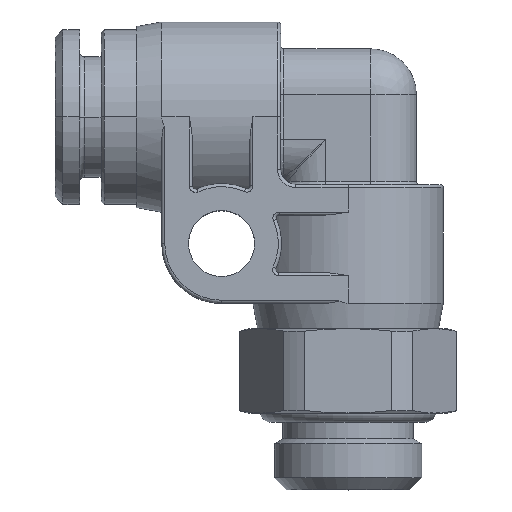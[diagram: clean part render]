
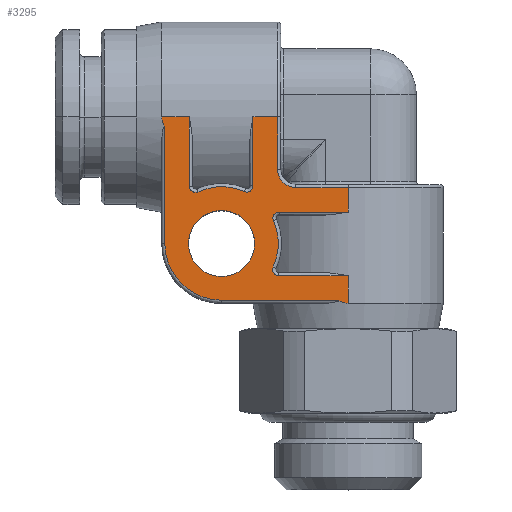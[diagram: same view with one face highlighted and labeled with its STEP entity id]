
A CAD part, top view. The second image highlights one B-rep face of the part: STEP entity #3295.
In plain terms, the highlighted planar face has unit normal (0, 0, 1).
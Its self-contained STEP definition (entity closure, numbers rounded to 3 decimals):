
#361=DIRECTION('',(0.,1.,0.));
#362=VECTOR('',#361,3.4);
#363=CARTESIAN_POINT('',(-4.6,-3.4,6.2));
#364=LINE('',#363,#362);
#365=CARTESIAN_POINT('',(-3.4,-3.4,6.2));
#366=DIRECTION('',(0.,0.,-1.));
#367=DIRECTION('',(0.,-1.,0.));
#368=AXIS2_PLACEMENT_3D('',#365,#366,#367);
#370=DIRECTION('',(-1.,0.,0.));
#371=VECTOR('',#370,3.4);
#372=CARTESIAN_POINT('',(0.,-4.6,6.2));
#373=LINE('',#372,#371);
#374=DIRECTION('',(0.,1.,0.));
#375=VECTOR('',#374,1.6);
#376=CARTESIAN_POINT('',(0.,-6.2,6.2));
#377=LINE('',#376,#375);
#378=DIRECTION('',(1.,0.,0.));
#379=VECTOR('',#378,4.497);
#380=CARTESIAN_POINT('',(-4.497,-6.2,6.2));
#381=LINE('',#380,#379);
#382=CARTESIAN_POINT('',(-4.497,-6.6,6.2));
#383=DIRECTION('',(0.,0.,-1.));
#384=DIRECTION('',(-0.915,-0.402,0.));
#385=AXIS2_PLACEMENT_3D('',#382,#383,#384);
#387=CARTESIAN_POINT('',(-8.25,-8.25,6.2));
#388=DIRECTION('',(0.,0.,1.));
#389=DIRECTION('',(0.91,-0.415,0.));
#390=AXIS2_PLACEMENT_3D('',#387,#388,#389);
#392=CARTESIAN_POINT('',(-4.519,-9.95,6.2));
#393=DIRECTION('',(0.,0.,-1.));
#394=DIRECTION('',(0.,-1.,0.));
#395=AXIS2_PLACEMENT_3D('',#392,#393,#394);
#397=DIRECTION('',(-1.,0.,0.));
#398=VECTOR('',#397,4.519);
#399=CARTESIAN_POINT('',(0.,-10.35,6.2));
#400=LINE('',#399,#398);
#401=DIRECTION('',(0.,1.,0.));
#402=VECTOR('',#401,1.8);
#403=CARTESIAN_POINT('',(0.,-12.15,6.2));
#404=LINE('',#403,#402);
#405=CARTESIAN_POINT('',(-0.672,-11.95,6.2));
#406=CARTESIAN_POINT('',(-0.598,-11.994,6.2));
#407=CARTESIAN_POINT('',(-0.449,-12.068,6.2));
#408=CARTESIAN_POINT('',(-0.221,-12.136,6.2));
#409=CARTESIAN_POINT('',(-0.074,-12.15,6.2));
#410=CARTESIAN_POINT('',(0.,-12.15,6.2));
#412=DIRECTION('',(1.,0.,0.));
#413=VECTOR('',#412,7.578);
#414=CARTESIAN_POINT('',(-8.25,-11.95,6.2));
#415=LINE('',#414,#413);
#416=CARTESIAN_POINT('',(-8.25,-8.25,6.2));
#417=DIRECTION('',(0.,0.,1.));
#418=DIRECTION('',(-1.,0.,0.));
#419=AXIS2_PLACEMENT_3D('',#416,#417,#418);
#421=DIRECTION('',(0.,-1.,0.));
#422=VECTOR('',#421,7.578);
#423=CARTESIAN_POINT('',(-11.95,-0.672,6.2));
#424=LINE('',#423,#422);
#425=CARTESIAN_POINT('',(-11.95,-0.672,6.2));
#426=CARTESIAN_POINT('',(-11.994,-0.598,6.2));
#427=CARTESIAN_POINT('',(-12.068,-0.449,6.2));
#428=CARTESIAN_POINT('',(-12.136,-0.221,6.2));
#429=CARTESIAN_POINT('',(-12.15,-0.074,6.2));
#430=CARTESIAN_POINT('',(-12.15,0.,6.2));
#432=DIRECTION('',(1.,0.,0.));
#433=VECTOR('',#432,1.8);
#434=CARTESIAN_POINT('',(-12.15,0.,6.2));
#435=LINE('',#434,#433);
#436=DIRECTION('',(0.,1.,0.));
#437=VECTOR('',#436,4.519);
#438=CARTESIAN_POINT('',(-10.35,-4.519,6.2));
#439=LINE('',#438,#437);
#440=CARTESIAN_POINT('',(-9.95,-4.519,6.2));
#441=DIRECTION('',(0.,0.,-1.));
#442=DIRECTION('',(0.415,-0.91,0.));
#443=AXIS2_PLACEMENT_3D('',#440,#441,#442);
#445=CARTESIAN_POINT('',(-8.25,-8.25,6.2));
#446=DIRECTION('',(0.,0.,1.));
#447=DIRECTION('',(0.402,0.915,0.));
#448=AXIS2_PLACEMENT_3D('',#445,#446,#447);
#450=CARTESIAN_POINT('',(-6.6,-4.497,6.2));
#451=DIRECTION('',(0.,0.,-1.));
#452=DIRECTION('',(1.,0.,0.));
#453=AXIS2_PLACEMENT_3D('',#450,#451,#452);
#455=DIRECTION('',(0.,-1.,0.));
#456=VECTOR('',#455,4.497);
#457=CARTESIAN_POINT('',(-6.2,0.,6.2));
#458=LINE('',#457,#456);
#459=DIRECTION('',(1.,0.,0.));
#460=VECTOR('',#459,1.6);
#461=CARTESIAN_POINT('',(-6.2,0.,6.2));
#462=LINE('',#461,#460);
#463=CARTESIAN_POINT('',(-8.25,-8.25,6.2));
#464=DIRECTION('',(0.,0.,-1.));
#465=DIRECTION('',(-1.,0.,0.));
#466=AXIS2_PLACEMENT_3D('',#463,#464,#465);
#468=CARTESIAN_POINT('',(-8.25,-8.25,6.2));
#469=DIRECTION('',(0.,0.,-1.));
#470=DIRECTION('',(1.,0.,0.));
#471=AXIS2_PLACEMENT_3D('',#468,#469,#470);
#2414=CARTESIAN_POINT('',(-10.4,-8.25,6.2));
#2416=VERTEX_POINT('',#2414);
#2418=CARTESIAN_POINT('',(-6.1,-8.25,6.2));
#2420=VERTEX_POINT('',#2418);
#2434=CARTESIAN_POINT('',(-8.25,-11.95,6.2));
#2435=CARTESIAN_POINT('',(-0.672,-11.95,6.2));
#2436=VERTEX_POINT('',#2434);
#2437=VERTEX_POINT('',#2435);
#2438=CARTESIAN_POINT('',(-11.95,-8.25,6.2));
#2439=VERTEX_POINT('',#2438);
#2442=CARTESIAN_POINT('',(-11.95,-0.672,6.2));
#2443=VERTEX_POINT('',#2442);
#2450=CARTESIAN_POINT('',(-4.497,-6.2,6.2));
#2451=CARTESIAN_POINT('',(0.,-6.2,6.2));
#2452=VERTEX_POINT('',#2450);
#2453=VERTEX_POINT('',#2451);
#2454=CARTESIAN_POINT('',(-4.863,-6.761,6.2));
#2455=VERTEX_POINT('',#2454);
#2458=CARTESIAN_POINT('',(-4.883,-9.784,6.2));
#2459=VERTEX_POINT('',#2458);
#2462=CARTESIAN_POINT('',(-4.519,-10.35,6.2));
#2463=VERTEX_POINT('',#2462);
#2466=CARTESIAN_POINT('',(0.,-10.35,6.2));
#2467=VERTEX_POINT('',#2466);
#2474=CARTESIAN_POINT('',(-10.35,-4.519,6.2));
#2475=CARTESIAN_POINT('',(-10.35,0.,6.2));
#2476=VERTEX_POINT('',#2474);
#2477=VERTEX_POINT('',#2475);
#2478=CARTESIAN_POINT('',(-9.784,-4.883,6.2));
#2479=VERTEX_POINT('',#2478);
#2482=CARTESIAN_POINT('',(-6.761,-4.863,6.2));
#2483=VERTEX_POINT('',#2482);
#2486=CARTESIAN_POINT('',(-6.2,-4.497,6.2));
#2487=VERTEX_POINT('',#2486);
#2490=CARTESIAN_POINT('',(-6.2,0.,6.2));
#2491=VERTEX_POINT('',#2490);
#2494=CARTESIAN_POINT('',(-12.15,0.,6.2));
#2495=VERTEX_POINT('',#2494);
#2558=CARTESIAN_POINT('',(0.,-12.15,6.2));
#2559=VERTEX_POINT('',#2558);
#2562=CARTESIAN_POINT('',(-4.6,-3.4,6.2));
#2563=CARTESIAN_POINT('',(-4.6,0.,6.2));
#2564=VERTEX_POINT('',#2562);
#2565=VERTEX_POINT('',#2563);
#2570=CARTESIAN_POINT('',(-3.4,-4.6,6.2));
#2571=VERTEX_POINT('',#2570);
#2574=CARTESIAN_POINT('',(0.,-4.6,6.2));
#2575=VERTEX_POINT('',#2574);
#3239=CARTESIAN_POINT('',(0.,0.,6.2));
#3240=DIRECTION('',(0.,0.,1.));
#3241=DIRECTION('',(1.,0.,0.));
#3242=AXIS2_PLACEMENT_3D('',#3239,#3240,#3241);
#3243=PLANE('',#3242);
#3245=ORIENTED_EDGE('',*,*,#3244,.F.);
#3247=ORIENTED_EDGE('',*,*,#3246,.F.);
#3249=ORIENTED_EDGE('',*,*,#3248,.F.);
#3251=ORIENTED_EDGE('',*,*,#3250,.F.);
#3253=ORIENTED_EDGE('',*,*,#3252,.F.);
#3255=ORIENTED_EDGE('',*,*,#3254,.F.);
#3257=ORIENTED_EDGE('',*,*,#3256,.F.);
#3259=ORIENTED_EDGE('',*,*,#3258,.F.);
#3261=ORIENTED_EDGE('',*,*,#3260,.F.);
#3263=ORIENTED_EDGE('',*,*,#3262,.F.);
#3265=ORIENTED_EDGE('',*,*,#3264,.F.);
#3267=ORIENTED_EDGE('',*,*,#3266,.F.);
#3269=ORIENTED_EDGE('',*,*,#3268,.F.);
#3270=ORIENTED_EDGE('',*,*,#3229,.F.);
#3272=ORIENTED_EDGE('',*,*,#3271,.T.);
#3274=ORIENTED_EDGE('',*,*,#3273,.T.);
#3276=ORIENTED_EDGE('',*,*,#3275,.F.);
#3278=ORIENTED_EDGE('',*,*,#3277,.F.);
#3280=ORIENTED_EDGE('',*,*,#3279,.F.);
#3282=ORIENTED_EDGE('',*,*,#3281,.F.);
#3284=ORIENTED_EDGE('',*,*,#3283,.F.);
#3286=ORIENTED_EDGE('',*,*,#3285,.T.);
#3287=EDGE_LOOP('',(#3245,#3247,#3249,#3251,#3253,#3255,#3257,#3259,#3261,#3263,
#3265,#3267,#3269,#3270,#3272,#3274,#3276,#3278,#3280,#3282,#3284,#3286));
#3288=FACE_OUTER_BOUND('',#3287,.F.);
#3290=ORIENTED_EDGE('',*,*,#3289,.F.);
#3292=ORIENTED_EDGE('',*,*,#3291,.F.);
#3293=EDGE_LOOP('',(#3290,#3292));
#3294=FACE_BOUND('',#3293,.F.);
#3295=ADVANCED_FACE('',(#3288,#3294),#3243,.T.);
#369=CIRCLE('',#368,1.2);
#386=CIRCLE('',#385,0.4);
#391=CIRCLE('',#390,3.7);
#396=CIRCLE('',#395,0.4);
#411=B_SPLINE_CURVE_WITH_KNOTS('',3,(#405,#406,#407,#408,#409,#410),
.UNSPECIFIED.,.F.,.F.,(4,1,1,4),(0.,0.333,0.667,1.),
.UNSPECIFIED.);
#420=CIRCLE('',#419,3.7);
#431=B_SPLINE_CURVE_WITH_KNOTS('',3,(#425,#426,#427,#428,#429,#430),
.UNSPECIFIED.,.F.,.F.,(4,1,1,4),(0.,0.333,0.667,1.),
.UNSPECIFIED.);
#444=CIRCLE('',#443,0.4);
#449=CIRCLE('',#448,3.7);
#454=CIRCLE('',#453,0.4);
#467=CIRCLE('',#466,2.15);
#472=CIRCLE('',#471,2.15);
#3229=EDGE_CURVE('',#2443,#2439,#424,.T.);
#3244=EDGE_CURVE('',#2564,#2565,#364,.T.);
#3246=EDGE_CURVE('',#2571,#2564,#369,.T.);
#3248=EDGE_CURVE('',#2575,#2571,#373,.T.);
#3250=EDGE_CURVE('',#2453,#2575,#377,.T.);
#3252=EDGE_CURVE('',#2452,#2453,#381,.T.);
#3254=EDGE_CURVE('',#2455,#2452,#386,.T.);
#3256=EDGE_CURVE('',#2459,#2455,#391,.T.);
#3258=EDGE_CURVE('',#2463,#2459,#396,.T.);
#3260=EDGE_CURVE('',#2467,#2463,#400,.T.);
#3262=EDGE_CURVE('',#2559,#2467,#404,.T.);
#3264=EDGE_CURVE('',#2437,#2559,#411,.T.);
#3266=EDGE_CURVE('',#2436,#2437,#415,.T.);
#3268=EDGE_CURVE('',#2439,#2436,#420,.T.);
#3271=EDGE_CURVE('',#2443,#2495,#431,.T.);
#3273=EDGE_CURVE('',#2495,#2477,#435,.T.);
#3275=EDGE_CURVE('',#2476,#2477,#439,.T.);
#3277=EDGE_CURVE('',#2479,#2476,#444,.T.);
#3279=EDGE_CURVE('',#2483,#2479,#449,.T.);
#3281=EDGE_CURVE('',#2487,#2483,#454,.T.);
#3283=EDGE_CURVE('',#2491,#2487,#458,.T.);
#3285=EDGE_CURVE('',#2491,#2565,#462,.T.);
#3289=EDGE_CURVE('',#2416,#2420,#467,.T.);
#3291=EDGE_CURVE('',#2420,#2416,#472,.T.);
